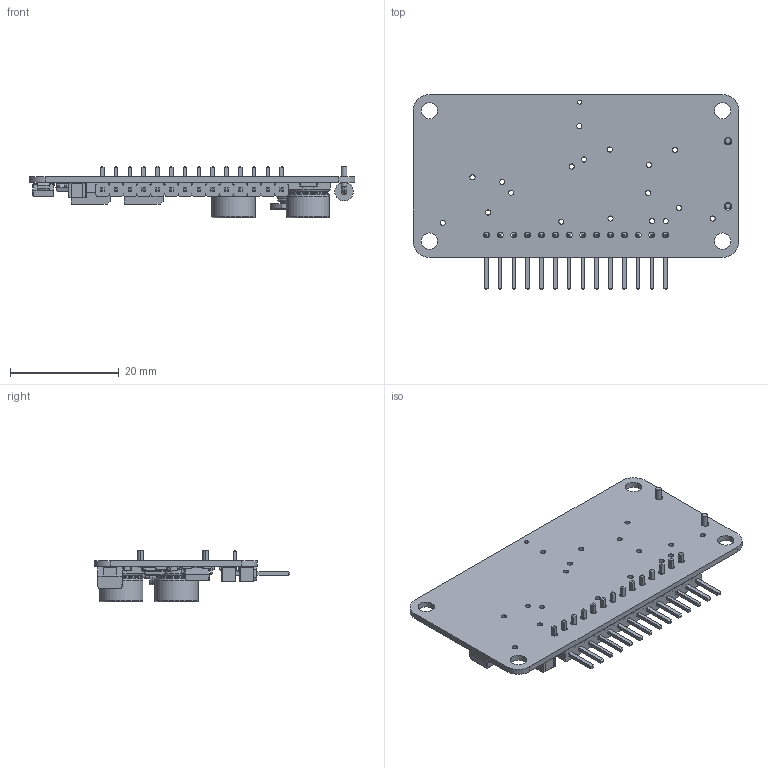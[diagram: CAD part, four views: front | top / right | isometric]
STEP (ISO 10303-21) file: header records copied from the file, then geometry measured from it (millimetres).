
FILE_DESCRIPTION(('Open CASCADE Model'),'2;1');
FILE_NAME('Open CASCADE Shape Model','2024-08-26T10:03:35',('Author'),( 'Open CASCADE'),'Open CASCADE STEP processor 7.5','Open CASCADE 7.5' ,'Unknown');
FILE_SCHEMA(('AUTOMOTIVE_DESIGN { 1 0 10303 214 1 1 1 1 }'));
Length unit declared in the file: millimetre
Products named in the file (83): PCB; Board; Open CASCADE STEP translator 7.5 1.1.1; C10; User Library-C0805-2; C14; User Library-CAP_TANT_7343-40; R16; RES-0805; R11; R9; R8; C8; C6; C5; C4; Cap_Panasonic_Electronic_Components_EEE-FK1H101GP_eec; base; cap; pins; logo; R7; Res_Stackpole_Electronics_RMCF1210JT5K10_eec; terminals; body; top; R1; VD1; User Library-Diode Case 017AA; refine_Common; refine_Cut001; refine_Sweep001; refine_Sweep; refine_Extrude003; refine_Extrude; C1; C2; Cap_Kemet_C1210X475K5RACTU_eec; Body; Termination ...
Assembly tree (142 placements, depth 5):
  PCB
    Board
      Open CASCADE STEP translator 7.5 1.1.1
    C10
      User Library-C0805-2
    C14
      User Library-CAP_TANT_7343-40
    R16
      RES-0805
    R11
      RES-0805
    R9
      RES-0805
    R8
      RES-0805
    C8
      User Library-C0805-2
    C6
      User Library-C0805-2
    C5
      User Library-C0805-2
    C4
      Cap_Panasonic_Electronic_Components_EEE-FK1H101GP_eec
        base
        cap
        pins
        logo
    R7
      Res_Stackpole_Electronics_RMCF1210JT5K10_eec
        terminals
        body
        top
        logo
    R1
      Res_Stackpole_Electronics_RMCF1210JT5K10_eec
        terminals
        body
        top
        logo
    VD1
      User Library-Diode Case 017AA
        refine_Common
        refine_Cut001
        refine_Sweep001
        refine_Sweep
        refine_Extrude003
        refine_Extrude
    C1
      Cap_Panasonic_Electronic_Components_EEE-FK1H101GP_eec
        base
        cap
        pins
        logo
    C2
      Cap_Kemet_C1210X475K5RACTU_eec
        Body
        Termination
        Logo
    C3
      Cap_Kemet_C1210X475K5RACTU_eec
Bounding box: 60 x 35.92 x 9.5 mm (x, y, z)
Volume: 3540.8 mm3; surface area: 7754.3 mm2
Topology: 196 solids, 196 shells, 4571 faces, 11343 edges, 6992 vertices
Faces by surface type: plane 2640, cylinder 874, bspline 684, sphere 278, torus 81, cone 14
Full cylindrical faces by diameter (mm): 0.4 x1, 0.427 x2, 0.443 x2, 0.762 x1, 0.95 x18, 1.1 x14, 1.4 x2, 2.9 x1, 3 x4, 7.43 x2, 8 x4
Entity records: 76018 total; most frequent: CARTESIAN_POINT 20850, ORIENTED_EDGE 10380, DIRECTION 8532, EDGE_CURVE 5190, LINE 3380, VECTOR 3380, VERTEX_POINT 3337, AXIS2_PLACEMENT_3D 2576
